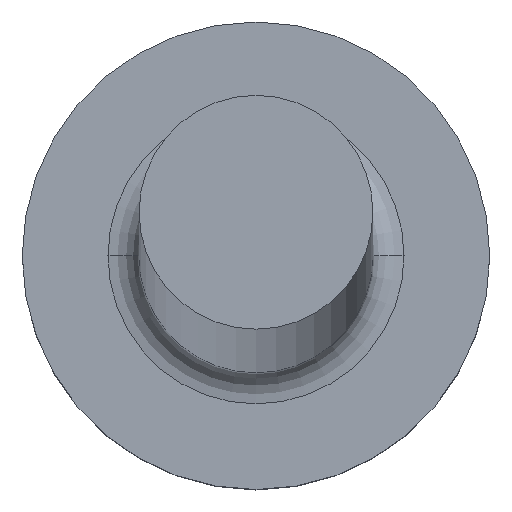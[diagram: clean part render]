
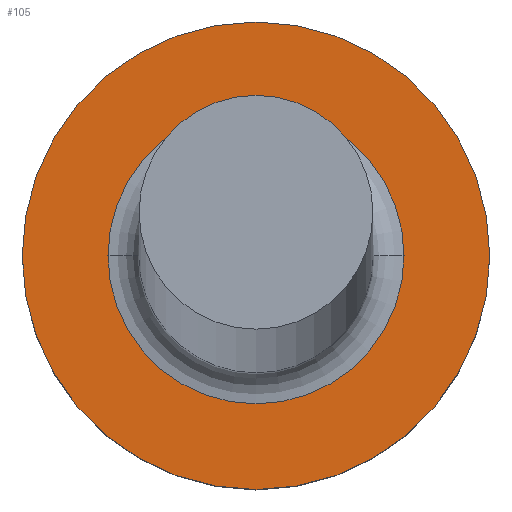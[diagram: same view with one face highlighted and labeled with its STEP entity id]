
A CAD part, top view. The second image highlights one B-rep face of the part: STEP entity #105.
In plain terms, the highlighted planar face has unit normal (0, 0, 1).
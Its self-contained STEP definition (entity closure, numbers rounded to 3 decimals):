
#5 = EDGE_LOOP ( 'NONE', ( #230, #238 ) ) ;
#6 = CARTESIAN_POINT ( 'NONE',  ( 0., 0., 1.5 ) ) ;
#15 = CARTESIAN_POINT ( 'NONE',  ( -1.5, 0., 1.5 ) ) ;
#16 = ORIENTED_EDGE ( 'NONE', *, *, #284, .T. ) ;
#23 = EDGE_CURVE ( 'NONE', #187, #214, #265, .T. ) ;
#27 = DIRECTION ( 'NONE',  ( 1., 0., 0. ) ) ;
#30 = CIRCLE ( 'NONE', #277, 1.5 ) ;
#51 = CIRCLE ( 'NONE', #72, 0.95 ) ;
#56 = AXIS2_PLACEMENT_3D ( 'NONE', #70, #264, #27 ) ;
#60 = DIRECTION ( 'NONE',  ( 1., 0., 0. ) ) ;
#70 = CARTESIAN_POINT ( 'NONE',  ( 0., 0., 1.5 ) ) ;
#72 = AXIS2_PLACEMENT_3D ( 'NONE', #135, #200, #60 ) ;
#78 = EDGE_CURVE ( 'NONE', #222, #258, #209, .T. ) ;
#84 = CARTESIAN_POINT ( 'NONE',  ( 0., 0., 1.5 ) ) ;
#105 = ADVANCED_FACE ( 'NONE', ( #241, #287 ), #107, .T. ) ;
#107 = PLANE ( 'NONE',  #56 ) ;
#108 = DIRECTION ( 'NONE',  ( 1., 0., 0. ) ) ;
#116 = ORIENTED_EDGE ( 'NONE', *, *, #23, .T. ) ;
#129 = DIRECTION ( 'NONE',  ( 1., 0., 0. ) ) ;
#135 = CARTESIAN_POINT ( 'NONE',  ( 0., 0., 1.5 ) ) ;
#153 = CARTESIAN_POINT ( 'NONE',  ( -0.95, 0., 1.5 ) ) ;
#172 = DIRECTION ( 'NONE',  ( 1., 0., 0. ) ) ;
#173 = CARTESIAN_POINT ( 'NONE',  ( 0., 0., 1.5 ) ) ;
#187 = VERTEX_POINT ( 'NONE', #295 ) ;
#194 = DIRECTION ( 'NONE',  ( 0., 0., 1. ) ) ;
#199 = EDGE_CURVE ( 'NONE', #258, #222, #51, .T. ) ;
#200 = DIRECTION ( 'NONE',  ( 0., 0., -1. ) ) ;
#205 = AXIS2_PLACEMENT_3D ( 'NONE', #6, #194, #172 ) ;
#209 = CIRCLE ( 'NONE', #275, 0.95 ) ;
#214 = VERTEX_POINT ( 'NONE', #15 ) ;
#222 = VERTEX_POINT ( 'NONE', #153 ) ;
#223 = CARTESIAN_POINT ( 'NONE',  ( 0.95, 0., 1.5 ) ) ;
#230 = ORIENTED_EDGE ( 'NONE', *, *, #199, .T. ) ;
#238 = ORIENTED_EDGE ( 'NONE', *, *, #78, .T. ) ;
#241 = FACE_BOUND ( 'NONE', #5, .T. ) ;
#255 = EDGE_LOOP ( 'NONE', ( #16, #116 ) ) ;
#258 = VERTEX_POINT ( 'NONE', #223 ) ;
#264 = DIRECTION ( 'NONE',  ( 0., 0., 1. ) ) ;
#265 = CIRCLE ( 'NONE', #205, 1.5 ) ;
#269 = DIRECTION ( 'NONE',  ( 0., 0., -1. ) ) ;
#275 = AXIS2_PLACEMENT_3D ( 'NONE', #173, #269, #129 ) ;
#277 = AXIS2_PLACEMENT_3D ( 'NONE', #84, #299, #108 ) ;
#284 = EDGE_CURVE ( 'NONE', #214, #187, #30, .T. ) ;
#287 = FACE_OUTER_BOUND ( 'NONE', #255, .T. ) ;
#295 = CARTESIAN_POINT ( 'NONE',  ( 1.5, 0., 1.5 ) ) ;
#299 = DIRECTION ( 'NONE',  ( 0., 0., 1. ) ) ;
